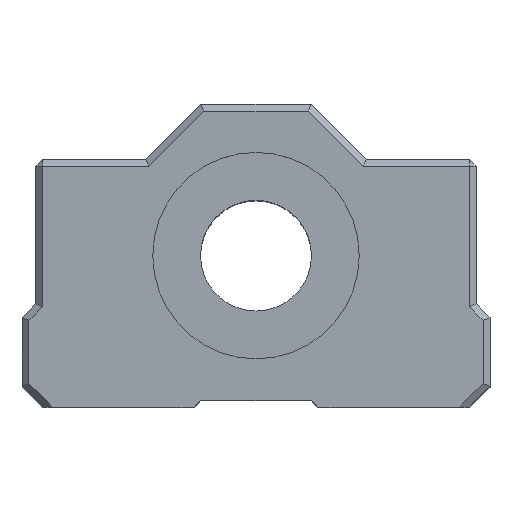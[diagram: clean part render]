
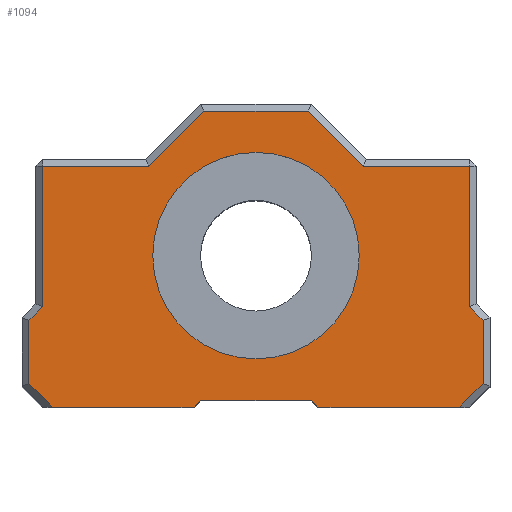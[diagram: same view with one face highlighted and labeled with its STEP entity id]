
A CAD part, top view. The second image highlights one B-rep face of the part: STEP entity #1094.
In plain terms, the highlighted planar face has unit normal (0, 0, 1).
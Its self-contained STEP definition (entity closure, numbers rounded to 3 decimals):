
#49=LINE($,#1626,#167);
#52=LINE($,#1632,#170);
#55=LINE($,#1638,#173);
#57=LINE($,#1641,#175);
#60=LINE($,#1647,#178);
#63=LINE($,#1653,#181);
#66=LINE($,#1659,#184);
#72=LINE($,#1671,#190);
#77=LINE($,#1680,#195);
#83=LINE($,#1692,#201);
#88=LINE($,#1701,#206);
#94=LINE($,#1713,#212);
#99=LINE($,#1723,#217);
#113=LINE($,#1751,#231);
#114=LINE($,#1753,#232);
#115=LINE($,#1755,#233);
#116=LINE($,#1757,#234);
#117=LINE($,#1758,#235);
#167=VECTOR($,#1323,2.414);
#170=VECTOR($,#1328,4.586);
#173=VECTOR($,#1333,1.414);
#175=VECTOR($,#1337,10.207);
#178=VECTOR($,#1342,7.707);
#181=VECTOR($,#1347,5.657);
#184=VECTOR($,#1352,7.586);
#190=VECTOR($,#1362,5.657);
#195=VECTOR($,#1371,7.707);
#201=VECTOR($,#1381,10.207);
#206=VECTOR($,#1390,1.414);
#212=VECTOR($,#1400,4.586);
#217=VECTOR($,#1409,2.414);
#231=VECTOR($,#1439,10.293);
#232=VECTOR($,#1440,0.707);
#233=VECTOR($,#1441,8.);
#234=VECTOR($,#1442,0.707);
#235=VECTOR($,#1443,10.293);
#289=PLANE($,#1182);
#328=FACE_BOUND($,#473,.T.);
#394=FACE_OUTER_BOUND($,#472,.T.);
#472=EDGE_LOOP($,(#927,#928,#929,#930,#931,#932,#933,#934,#935,#936,#937,
#938,#939,#940,#941,#942,#943,#944));
#473=EDGE_LOOP($,(#945));
#521=CIRCLE($,#1183,7.5);
#547=VERTEX_POINT($,#1564);
#563=VERTEX_POINT($,#1611);
#567=VERTEX_POINT($,#1623);
#568=VERTEX_POINT($,#1625);
#570=VERTEX_POINT($,#1631);
#572=VERTEX_POINT($,#1637);
#574=VERTEX_POINT($,#1646);
#576=VERTEX_POINT($,#1652);
#578=VERTEX_POINT($,#1658);
#582=VERTEX_POINT($,#1670);
#588=VERTEX_POINT($,#1691);
#590=VERTEX_POINT($,#1700);
#594=VERTEX_POINT($,#1712);
#597=VERTEX_POINT($,#1722);
#603=VERTEX_POINT($,#1750);
#604=VERTEX_POINT($,#1752);
#605=VERTEX_POINT($,#1754);
#606=VERTEX_POINT($,#1756);
#607=VERTEX_POINT($,#1759);
#666=EDGE_CURVE($,#567,#568,#49,.T.);
#669=EDGE_CURVE($,#568,#570,#52,.T.);
#672=EDGE_CURVE($,#570,#572,#55,.T.);
#674=EDGE_CURVE($,#572,#563,#57,.T.);
#677=EDGE_CURVE($,#563,#574,#60,.T.);
#680=EDGE_CURVE($,#574,#576,#63,.T.);
#683=EDGE_CURVE($,#576,#578,#66,.T.);
#689=EDGE_CURVE($,#578,#582,#72,.T.);
#694=EDGE_CURVE($,#582,#547,#77,.T.);
#700=EDGE_CURVE($,#547,#588,#83,.T.);
#705=EDGE_CURVE($,#588,#590,#88,.T.);
#711=EDGE_CURVE($,#590,#594,#94,.T.);
#716=EDGE_CURVE($,#594,#597,#99,.T.);
#730=EDGE_CURVE($,#567,#603,#113,.T.);
#731=EDGE_CURVE($,#603,#604,#114,.T.);
#732=EDGE_CURVE($,#604,#605,#115,.T.);
#733=EDGE_CURVE($,#605,#606,#116,.T.);
#734=EDGE_CURVE($,#606,#597,#117,.T.);
#735=EDGE_CURVE($,#607,#607,#521,.T.);
#927=ORIENTED_EDGE($,*,*,#716,.F.);
#928=ORIENTED_EDGE($,*,*,#711,.F.);
#929=ORIENTED_EDGE($,*,*,#705,.F.);
#930=ORIENTED_EDGE($,*,*,#700,.F.);
#931=ORIENTED_EDGE($,*,*,#694,.F.);
#932=ORIENTED_EDGE($,*,*,#689,.F.);
#933=ORIENTED_EDGE($,*,*,#683,.F.);
#934=ORIENTED_EDGE($,*,*,#680,.F.);
#935=ORIENTED_EDGE($,*,*,#677,.F.);
#936=ORIENTED_EDGE($,*,*,#674,.F.);
#937=ORIENTED_EDGE($,*,*,#672,.F.);
#938=ORIENTED_EDGE($,*,*,#669,.F.);
#939=ORIENTED_EDGE($,*,*,#666,.F.);
#940=ORIENTED_EDGE($,*,*,#730,.T.);
#941=ORIENTED_EDGE($,*,*,#731,.T.);
#942=ORIENTED_EDGE($,*,*,#732,.T.);
#943=ORIENTED_EDGE($,*,*,#733,.T.);
#944=ORIENTED_EDGE($,*,*,#734,.T.);
#945=ORIENTED_EDGE($,*,*,#735,.T.);
#1094=ADVANCED_FACE($,(#394,#328),#289,.T.);
#1182=AXIS2_PLACEMENT_3D($,#1749,#1437,#1438);
#1183=AXIS2_PLACEMENT_3D($,#1760,#1444,#1445);
#1323=DIRECTION($,(-0.707,0.707,0.));
#1328=DIRECTION($,(0.,1.,0.));
#1333=DIRECTION($,(0.707,0.707,0.));
#1337=DIRECTION($,(0.,1.,0.));
#1342=DIRECTION($,(1.,0.,0.));
#1347=DIRECTION($,(0.707,0.707,0.));
#1352=DIRECTION($,(1.,0.,0.));
#1362=DIRECTION($,(0.707,-0.707,0.));
#1371=DIRECTION($,(1.,0.,0.));
#1381=DIRECTION($,(0.,-1.,0.));
#1390=DIRECTION($,(0.707,-0.707,0.));
#1400=DIRECTION($,(0.,-1.,0.));
#1409=DIRECTION($,(-0.707,-0.707,0.));
#1437=DIRECTION('center_axis',(0.,0.,1.));
#1438=DIRECTION('ref_axis',(1.,0.,0.));
#1439=DIRECTION($,(1.,0.,0.));
#1440=DIRECTION($,(0.707,0.707,0.));
#1441=DIRECTION($,(1.,0.,0.));
#1442=DIRECTION($,(0.707,-0.707,0.));
#1443=DIRECTION($,(1.,0.,0.));
#1444=DIRECTION('center_axis',(0.,0.,-1.));
#1445=DIRECTION('ref_axis',(1.,0.,0.));
#1564=CARTESIAN_POINT('',(15.594,8.819,30.));
#1611=CARTESIAN_POINT('',(-15.406,8.819,30.));
#1623=CARTESIAN_POINT('',(-14.699,-8.681,30.));
#1625=CARTESIAN_POINT('',(-16.406,-6.974,30.));
#1626=CARTESIAN_POINT($,(-14.374,-9.007,30.));
#1631=CARTESIAN_POINT('',(-16.406,-2.389,30.));
#1632=CARTESIAN_POINT($,(-16.406,-0.539,30.));
#1637=CARTESIAN_POINT('',(-15.406,-1.389,30.));
#1638=CARTESIAN_POINT($,(-10.982,3.036,30.));
#1641=CARTESIAN_POINT($,(-15.406,5.211,30.));
#1646=CARTESIAN_POINT('',(-7.699,8.819,30.));
#1647=CARTESIAN_POINT($,(-5.906,8.819,30.));
#1652=CARTESIAN_POINT('',(-3.699,12.819,30.));
#1653=CARTESIAN_POINT($,(-5.607,10.911,30.));
#1658=CARTESIAN_POINT('',(3.886,12.819,30.));
#1659=CARTESIAN_POINT($,(2.094,12.819,30.));
#1670=CARTESIAN_POINT('',(7.886,8.819,30.));
#1671=CARTESIAN_POINT($,(7.794,8.911,30.));
#1680=CARTESIAN_POINT($,(8.094,8.819,30.));
#1691=CARTESIAN_POINT('',(15.594,-1.389,30.));
#1692=CARTESIAN_POINT($,(15.594,-0.039,30.));
#1700=CARTESIAN_POINT('',(16.594,-2.389,30.));
#1701=CARTESIAN_POINT($,(11.669,2.536,30.));
#1712=CARTESIAN_POINT('',(16.594,-6.974,30.));
#1713=CARTESIAN_POINT($,(16.594,-3.039,30.));
#1722=CARTESIAN_POINT('',(14.886,-8.681,30.));
#1723=CARTESIAN_POINT($,(13.811,-9.757,30.));
#1749=CARTESIAN_POINT('Origin',(0.094,1.103,30.));
#1750=CARTESIAN_POINT('',(-4.406,-8.681,30.));
#1751=CARTESIAN_POINT($,(-4.406,-8.681,30.));
#1752=CARTESIAN_POINT('',(-3.906,-8.181,30.));
#1753=CARTESIAN_POINT($,(-3.906,-8.181,30.));
#1754=CARTESIAN_POINT('',(4.094,-8.181,30.));
#1755=CARTESIAN_POINT($,(4.094,-8.181,30.));
#1756=CARTESIAN_POINT('',(4.594,-8.681,30.));
#1757=CARTESIAN_POINT($,(4.594,-8.681,30.));
#1758=CARTESIAN_POINT($,(15.594,-8.681,30.));
#1759=CARTESIAN_POINT('',(7.594,2.319,30.));
#1760=CARTESIAN_POINT('Origin',(0.094,2.319,30.));
